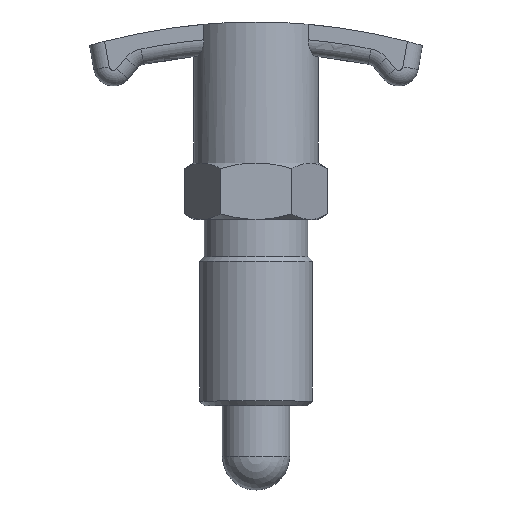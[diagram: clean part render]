
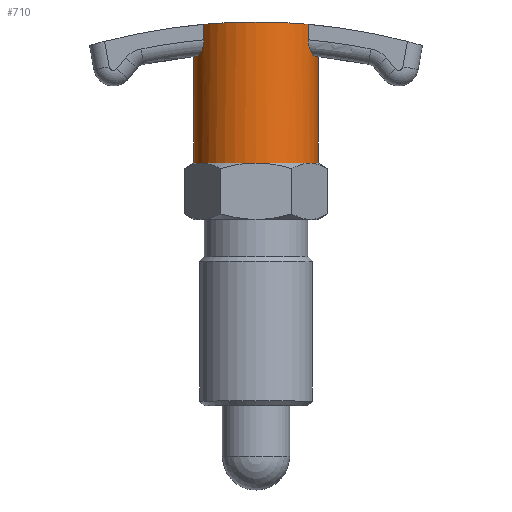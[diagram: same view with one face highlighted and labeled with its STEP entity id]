
A CAD part, top view. The second image highlights one B-rep face of the part: STEP entity #710.
In plain terms, the highlighted cylindrical face has radius 11 mm (diameter 22 mm), a partial arc.
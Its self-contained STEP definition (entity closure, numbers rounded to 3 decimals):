
#564=VERTEX_POINT('',#1464);
#600=VERTEX_POINT('',#1503);
#638=EDGE_CURVE('',#958,#898,#1547,.T.);
#640=VERTEX_POINT('',#1549);
#682=EDGE_CURVE('',#688,#1296,#1600,.T.);
#688=VERTEX_POINT('',#1606);
#710=ADVANCED_FACE('',(#1631),#1632,.T.);
#714=VERTEX_POINT('',#1636);
#794=EDGE_CURVE('',#1296,#600,#1722,.T.);
#886=EDGE_CURVE('',#564,#1008,#1824,.T.);
#896=EDGE_CURVE('',#1008,#688,#1836,.T.);
#898=VERTEX_POINT('',#1838);
#928=EDGE_CURVE('',#970,#564,#1869,.T.);
#956=EDGE_CURVE('',#640,#600,#1905,.T.);
#958=VERTEX_POINT('',#1907);
#970=VERTEX_POINT('',#1921);
#986=EDGE_CURVE('',#1002,#970,#1939,.T.);
#1002=VERTEX_POINT('',#1959);
#1008=VERTEX_POINT('',#1965);
#1094=EDGE_CURVE('',#898,#714,#2061,.T.);
#1164=EDGE_CURVE('',#714,#1002,#2136,.T.);
#1250=EDGE_CURVE('',#640,#958,#2229,.T.);
#1296=VERTEX_POINT('',#2280);
#1464=CARTESIAN_POINT('',(-9.22,34.6,6.0));
#1503=CARTESIAN_POINT('',(-11.0,10.0,0.));
#1547=B_SPLINE_CURVE_WITH_KNOTS('',3,(#2675,#2676,#2677,#2678,#2679,#2680,#2681,#2682,#2683,#2684),.UNSPECIFIED.,.F.,.F.,(4,2,2,2,4),(29.03,31.103,33.177,35.25,37.324),.UNSPECIFIED.);
#1549=CARTESIAN_POINT('',(11.0,10.0,0.0));
#1600=B_SPLINE_CURVE_WITH_KNOTS('',3,(#2759,#2760,#2761,#2762,#2763,#2764,#2765,#2766,#2767,#2768,#2769),.UNSPECIFIED.,.F.,.F.,(4,2,3,2,4),(-4.147,-2.074,0.0,2.074,4.147),.UNSPECIFIED.);
#1606=CARTESIAN_POINT('',(-10.509,28.952,3.25));
#1631=FACE_OUTER_BOUND('',#2840,.T.);
#1632=CYLINDRICAL_SURFACE('',#2841,11.0);
#1636=CARTESIAN_POINT('',(9.22,31.84,6.0));
#1722=LINE('',#3028,#3029);
#1824=LINE('',#3198,#3199);
#1836=B_SPLINE_CURVE_WITH_KNOTS('',3,(#3215,#3216,#3217,#3218,#3219,#3220,#3221,#3222,#3223,#3224,#3225,#3226),.UNSPECIFIED.,.F.,.F.,(4,2,2,2,2,4),(0.0,0.911,1.891,3.061,4.051,5.022),.UNSPECIFIED.);
#1838=CARTESIAN_POINT('',(10.509,28.952,3.25));
#1869=B_SPLINE_CURVE_WITH_KNOTS('',3,(#3272,#3273,#3274,#3275,#3276,#3277,#3278,#3279,#3280,#3281,#3282,#3283,#3284,#3285),.UNSPECIFIED.,.F.,.F.,(4,2,2,2,2,2,4),(49.761,51.834,53.907,55.981,58.054,60.128,60.286),.UNSPECIFIED.);
#1905=CIRCLE('',#3326,11.0);
#1907=CARTESIAN_POINT('',(11.0,28.899,0.));
#1921=CARTESIAN_POINT('',(0.,35.0,11.0));
#1939=B_SPLINE_CURVE_WITH_KNOTS('',3,(#3380,#3381,#3382,#3383,#3384,#3385,#3386,#3387,#3388,#3389,#3390,#3391,#3392,#3393),.UNSPECIFIED.,.F.,.F.,(4,2,2,2,2,2,4),(39.236,39.394,41.467,43.541,45.614,47.687,49.761),.UNSPECIFIED.);
#1959=CARTESIAN_POINT('',(9.22,34.6,6.0));
#1965=CARTESIAN_POINT('',(-9.22,31.84,6.0));
#2061=B_SPLINE_CURVE_WITH_KNOTS('',3,(#3589,#3590,#3591,#3592,#3593,#3594,#3595,#3596,#3597,#3598,#3599,#3600),.UNSPECIFIED.,.F.,.F.,(4,2,2,2,2,4),(0.0,1.124,2.382,3.579,4.313,5.034),.UNSPECIFIED.);
#2136=LINE('',#3758,#3759);
#2229=LINE('',#3936,#3937);
#2280=CARTESIAN_POINT('',(-11.0,28.899,0.));
#2675=CARTESIAN_POINT('',(10.162,28.987,-4.211));
#2676=CARTESIAN_POINT('',(10.443,28.959,-3.534));
#2677=CARTESIAN_POINT('',(10.655,28.936,-2.827));
#2678=CARTESIAN_POINT('',(10.934,28.907,-1.406));
#2679=CARTESIAN_POINT('',(11.0,28.899,-0.691));
#2680=CARTESIAN_POINT('',(11.0,28.899,0.691));
#2681=CARTESIAN_POINT('',(10.934,28.907,1.406));
#2682=CARTESIAN_POINT('',(10.655,28.936,2.827));
#2683=CARTESIAN_POINT('',(10.443,28.959,3.534));
#2684=CARTESIAN_POINT('',(10.162,28.987,4.211));
#2759=CARTESIAN_POINT('',(-10.162,28.987,4.211));
#2760=CARTESIAN_POINT('',(-10.443,28.959,3.534));
#2761=CARTESIAN_POINT('',(-10.655,28.936,2.827));
#2762=CARTESIAN_POINT('',(-10.934,28.907,1.406));
#2763=CARTESIAN_POINT('',(-11.0,28.899,0.691));
#2764=CARTESIAN_POINT('',(-11.0,28.899,0.0));
#2765=CARTESIAN_POINT('',(-11.0,28.899,-0.691));
#2766=CARTESIAN_POINT('',(-10.934,28.907,-1.406));
#2767=CARTESIAN_POINT('',(-10.655,28.936,-2.827));
#2768=CARTESIAN_POINT('',(-10.443,28.959,-3.534));
#2769=CARTESIAN_POINT('',(-10.162,28.987,-4.211));
#2840=EDGE_LOOP('',(#4439,#4440,#4441,#4442,#4443,#4444,#4445,#4446,#4447,#4448,#4449));
#2841=AXIS2_PLACEMENT_3D('',#4450,#4451,#4452);
#3028=CARTESIAN_POINT('',(-11.0,23.0,0.));
#3029=VECTOR('',#4540,1.0);
#3198=CARTESIAN_POINT('',(-9.22,30.72,6.0));
#3199=VECTOR('',#4659,1.0);
#3215=CARTESIAN_POINT('',(-9.24,32.25,5.969));
#3216=CARTESIAN_POINT('',(-9.21,31.951,6.015));
#3217=CARTESIAN_POINT('',(-9.214,31.648,6.009));
#3218=CARTESIAN_POINT('',(-9.284,31.031,5.901));
#3219=CARTESIAN_POINT('',(-9.354,30.728,5.791));
#3220=CARTESIAN_POINT('',(-9.552,30.124,5.459));
#3221=CARTESIAN_POINT('',(-9.688,29.836,5.22));
#3222=CARTESIAN_POINT('',(-9.948,29.406,4.702));
#3223=CARTESIAN_POINT('',(-10.072,29.247,4.434));
#3224=CARTESIAN_POINT('',(-10.304,29.026,3.862));
#3225=CARTESIAN_POINT('',(-10.413,28.962,3.56));
#3226=CARTESIAN_POINT('',(-10.509,28.952,3.25));
#3272=CARTESIAN_POINT('',(0.,35.0,11.0));
#3273=CARTESIAN_POINT('',(-0.691,35.0,11.0));
#3274=CARTESIAN_POINT('',(-1.406,34.993,10.934));
#3275=CARTESIAN_POINT('',(-2.827,34.965,10.655));
#3276=CARTESIAN_POINT('',(-3.533,34.944,10.443));
#3277=CARTESIAN_POINT('',(-4.888,34.89,9.881));
#3278=CARTESIAN_POINT('',(-5.538,34.858,9.532));
#3279=CARTESIAN_POINT('',(-6.739,34.788,8.724));
#3280=CARTESIAN_POINT('',(-7.29,34.751,8.266));
#3281=CARTESIAN_POINT('',(-8.266,34.68,7.29));
#3282=CARTESIAN_POINT('',(-8.724,34.643,6.739));
#3283=CARTESIAN_POINT('',(-9.159,34.605,6.092));
#3284=CARTESIAN_POINT('',(-9.189,34.603,6.046));
#3285=CARTESIAN_POINT('',(-9.22,34.6,6.0));
#3326=AXIS2_PLACEMENT_3D('',#4764,#4765,#4766);
#3380=CARTESIAN_POINT('',(9.22,34.6,6.0));
#3381=CARTESIAN_POINT('',(9.189,34.603,6.046));
#3382=CARTESIAN_POINT('',(9.159,34.605,6.092));
#3383=CARTESIAN_POINT('',(8.724,34.643,6.739));
#3384=CARTESIAN_POINT('',(8.266,34.68,7.29));
#3385=CARTESIAN_POINT('',(7.29,34.751,8.266));
#3386=CARTESIAN_POINT('',(6.739,34.788,8.724));
#3387=CARTESIAN_POINT('',(5.538,34.858,9.532));
#3388=CARTESIAN_POINT('',(4.888,34.89,9.881));
#3389=CARTESIAN_POINT('',(3.533,34.944,10.443));
#3390=CARTESIAN_POINT('',(2.827,34.965,10.655));
#3391=CARTESIAN_POINT('',(1.406,34.993,10.934));
#3392=CARTESIAN_POINT('',(0.691,35.0,11.0));
#3393=CARTESIAN_POINT('',(0.,35.0,11.0));
#3589=CARTESIAN_POINT('',(10.509,28.952,3.25));
#3590=CARTESIAN_POINT('',(10.398,28.963,3.608));
#3591=CARTESIAN_POINT('',(10.27,29.046,3.954));
#3592=CARTESIAN_POINT('',(9.985,29.348,4.632));
#3593=CARTESIAN_POINT('',(9.826,29.582,4.954));
#3594=CARTESIAN_POINT('',(9.545,30.146,5.475));
#3595=CARTESIAN_POINT('',(9.422,30.473,5.68));
#3596=CARTESIAN_POINT('',(9.284,31.06,5.9));
#3597=CARTESIAN_POINT('',(9.247,31.295,5.957));
#3598=CARTESIAN_POINT('',(9.213,31.775,6.009));
#3599=CARTESIAN_POINT('',(9.216,32.014,6.005));
#3600=CARTESIAN_POINT('',(9.24,32.25,5.969));
#3758=CARTESIAN_POINT('',(9.22,30.72,6.0));
#3759=VECTOR('',#5040,1.0);
#3936=CARTESIAN_POINT('',(11.0,23.0,0.));
#3937=VECTOR('',#5143,1.0);
#4439=ORIENTED_EDGE('',*,*,#1250,.T.);
#4440=ORIENTED_EDGE('',*,*,#638,.T.);
#4441=ORIENTED_EDGE('',*,*,#1094,.T.);
#4442=ORIENTED_EDGE('',*,*,#1164,.T.);
#4443=ORIENTED_EDGE('',*,*,#986,.T.);
#4444=ORIENTED_EDGE('',*,*,#928,.T.);
#4445=ORIENTED_EDGE('',*,*,#886,.T.);
#4446=ORIENTED_EDGE('',*,*,#896,.T.);
#4447=ORIENTED_EDGE('',*,*,#682,.T.);
#4448=ORIENTED_EDGE('',*,*,#794,.T.);
#4449=ORIENTED_EDGE('',*,*,#956,.F.);
#4450=CARTESIAN_POINT('',(0.0,23.0,0.0));
#4451=DIRECTION('',(0.0,-1.0,-0.0));
#4452=DIRECTION('',(1.0,0.0,0.0));
#4540=DIRECTION('',(-0.0,-1.0,-0.0));
#4659=DIRECTION('',(-0.0,-1.0,0.0));
#4764=CARTESIAN_POINT('',(0.0,10.0,0.0));
#4765=DIRECTION('',(0.0,-1.0,0.0));
#4766=DIRECTION('',(1.0,0.0,0.0));
#5040=DIRECTION('',(0.0,1.0,0.0));
#5143=DIRECTION('',(0.0,1.0,0.0));
